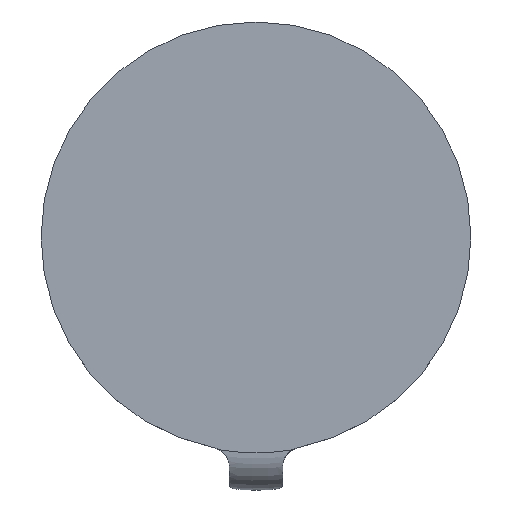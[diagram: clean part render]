
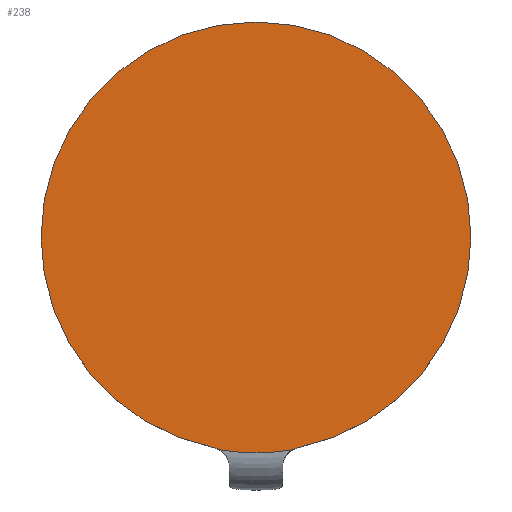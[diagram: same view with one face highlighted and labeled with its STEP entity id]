
A CAD part, top view. The second image highlights one B-rep face of the part: STEP entity #238.
In plain terms, the highlighted planar face has unit normal (0, 0, 1).
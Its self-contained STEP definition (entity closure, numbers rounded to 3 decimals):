
#1 = DIRECTION ( 'NONE',  ( 0., 0., -1. ) ) ;
#3 = DIRECTION ( 'NONE',  ( -1., 0., 0. ) ) ;
#6 = CARTESIAN_POINT ( 'NONE',  ( 0., 0., 15. ) ) ;
#15 = DIRECTION ( 'NONE',  ( 0., 0., 1. ) ) ;
#18 = CARTESIAN_POINT ( 'NONE',  ( 4.928, -28.764, 15. ) ) ;
#60 = DIRECTION ( 'NONE',  ( 0., 0., 1. ) ) ;
#68 = DIRECTION ( 'NONE',  ( 1., 0., 0. ) ) ;
#92 = EDGE_LOOP ( 'NONE', ( #515, #304, #472, #554, #417, #523 ) ) ;
#94 = CARTESIAN_POINT ( 'NONE',  ( 0., 0., 15. ) ) ;
#100 = AXIS2_PLACEMENT_3D ( 'NONE', #6, #282, #144 ) ;
#114 = CARTESIAN_POINT ( 'NONE',  ( -6.25, -31.06, 15. ) ) ;
#116 = CARTESIAN_POINT ( 'NONE',  ( 29.033, 0., 15. ) ) ;
#118 = DIRECTION ( 'NONE',  ( 0., 0., 1. ) ) ;
#139 = EDGE_CURVE ( 'NONE', #337, #576, #442, .T. ) ;
#144 = DIRECTION ( 'NONE',  ( 1., 0., 0. ) ) ;
#170 = VERTEX_POINT ( 'NONE', #536 ) ;
#174 = AXIS2_PLACEMENT_3D ( 'NONE', #330, #118, #377 ) ;
#183 = DIRECTION ( 'NONE',  ( 1., 0., 0. ) ) ;
#189 = EDGE_CURVE ( 'NONE', #565, #337, #512, .T. ) ;
#225 = CARTESIAN_POINT ( 'NONE',  ( 0., 0., 15. ) ) ;
#230 = AXIS2_PLACEMENT_3D ( 'NONE', #225, #1, #3 ) ;
#238 = ADVANCED_FACE ( 'NONE', ( #497 ), #406, .F. ) ;
#247 = AXIS2_PLACEMENT_3D ( 'NONE', #499, #60, #455 ) ;
#282 = DIRECTION ( 'NONE',  ( 0., 0., 1. ) ) ;
#299 = CIRCLE ( 'NONE', #174, 2.65 ) ;
#304 = ORIENTED_EDGE ( 'NONE', *, *, #139, .T. ) ;
#311 = VERTEX_POINT ( 'NONE', #18 ) ;
#315 = DIRECTION ( 'NONE',  ( 1., 0., 0. ) ) ;
#316 = DIRECTION ( 'NONE',  ( 0., 0., 1. ) ) ;
#330 = CARTESIAN_POINT ( 'NONE',  ( 6.25, -31.06, 15. ) ) ;
#337 = VERTEX_POINT ( 'NONE', #116 ) ;
#347 = VERTEX_POINT ( 'NONE', #435 ) ;
#351 = CIRCLE ( 'NONE', #100, 29.033 ) ;
#354 = CARTESIAN_POINT ( 'NONE',  ( 0., 0., 15. ) ) ;
#357 = DIRECTION ( 'NONE',  ( 0., 0., 1. ) ) ;
#364 = CARTESIAN_POINT ( 'NONE',  ( 5.727, -28.462, 15. ) ) ;
#367 = AXIS2_PLACEMENT_3D ( 'NONE', #114, #15, #68 ) ;
#377 = DIRECTION ( 'NONE',  ( 1., 0., 0. ) ) ;
#403 = EDGE_CURVE ( 'NONE', #565, #311, #299, .T. ) ;
#406 = PLANE ( 'NONE',  #230 ) ;
#409 = CARTESIAN_POINT ( 'NONE',  ( -29.033, 0., 15. ) ) ;
#417 = ORIENTED_EDGE ( 'NONE', *, *, #531, .T. ) ;
#429 = CIRCLE ( 'NONE', #247, 29.183 ) ;
#435 = CARTESIAN_POINT ( 'NONE',  ( -5.727, -28.462, 15. ) ) ;
#440 = AXIS2_PLACEMENT_3D ( 'NONE', #354, #316, #183 ) ;
#442 = CIRCLE ( 'NONE', #474, 29.033 ) ;
#445 = CIRCLE ( 'NONE', #367, 2.65 ) ;
#451 = EDGE_CURVE ( 'NONE', #170, #347, #445, .T. ) ;
#455 = DIRECTION ( 'NONE',  ( -1., 0., 0. ) ) ;
#472 = ORIENTED_EDGE ( 'NONE', *, *, #518, .T. ) ;
#474 = AXIS2_PLACEMENT_3D ( 'NONE', #94, #357, #315 ) ;
#497 = FACE_OUTER_BOUND ( 'NONE', #92, .T. ) ;
#499 = CARTESIAN_POINT ( 'NONE',  ( 0., 0., 15. ) ) ;
#512 = CIRCLE ( 'NONE', #440, 29.033 ) ;
#515 = ORIENTED_EDGE ( 'NONE', *, *, #189, .T. ) ;
#518 = EDGE_CURVE ( 'NONE', #576, #347, #351, .T. ) ;
#523 = ORIENTED_EDGE ( 'NONE', *, *, #403, .F. ) ;
#531 = EDGE_CURVE ( 'NONE', #170, #311, #429, .T. ) ;
#536 = CARTESIAN_POINT ( 'NONE',  ( -4.928, -28.764, 15. ) ) ;
#554 = ORIENTED_EDGE ( 'NONE', *, *, #451, .F. ) ;
#565 = VERTEX_POINT ( 'NONE', #364 ) ;
#576 = VERTEX_POINT ( 'NONE', #409 ) ;
